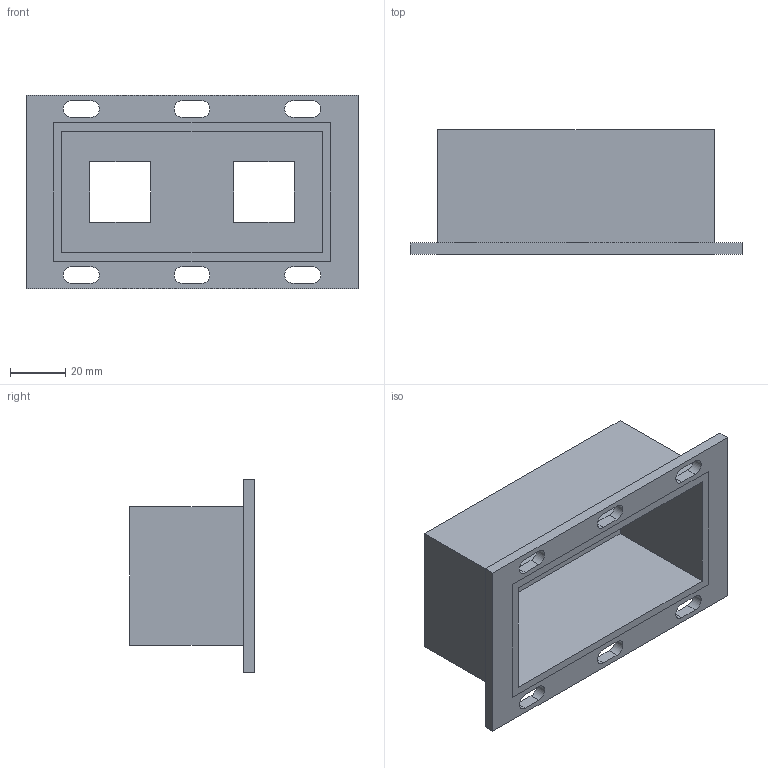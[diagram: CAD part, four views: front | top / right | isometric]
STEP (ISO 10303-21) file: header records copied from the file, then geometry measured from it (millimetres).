
FILE_DESCRIPTION(/* description */ ('Unknown'),/* implementation_level */ '2;1');
FILE_NAME(/* name */ 'Magazyn narzędzi',/* time_stamp */ '2024-10-21T13:00:48+02:00',/* author */ ('Unknown'),/* organization */ ('Unknown'),/* preprocessor_version */ 'ST-DEVELOPER v16',/* originating_system */ 'DEX',/* authorisation */ $);
FILE_SCHEMA (('AUTOMOTIVE_DESIGN {1 0 10303 214 3 1 1}'));
Length unit declared in the file: millimetre
Products named in the file (3): Magazyn narzêdzi; Podstawa podstawy sto¿ka; Podstawa pod stozek
Assembly tree (2 placements, depth 2):
  Magazyn narzêdzi
    Podstawa podstawy sto¿ka
    Podstawa pod stozek
Bounding box: 120 x 45 x 70 mm (x, y, z)
Volume: 60297.4 mm3; surface area: 43149.1 mm2
Topology: 2 solids, 2 shells, 53 faces, 144 edges, 96 vertices
Faces by surface type: plane 41, cylinder 12
Entity records: 1773 total; most frequent: CARTESIAN_POINT 296, ORIENTED_EDGE 288, DIRECTION 280, EDGE_CURVE 144, LINE 120, VECTOR 120, VERTEX_POINT 96, AXIS2_PLACEMENT_3D 80
